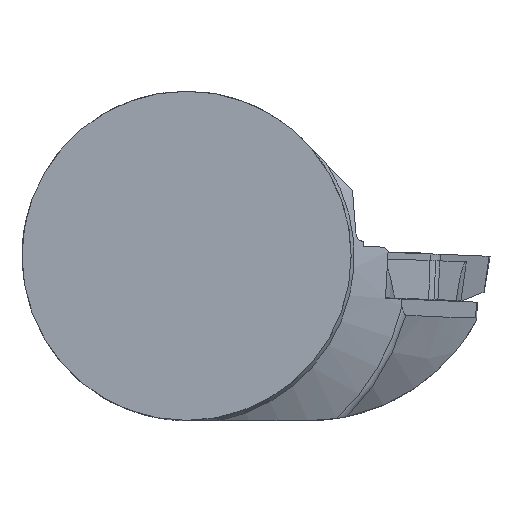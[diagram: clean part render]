
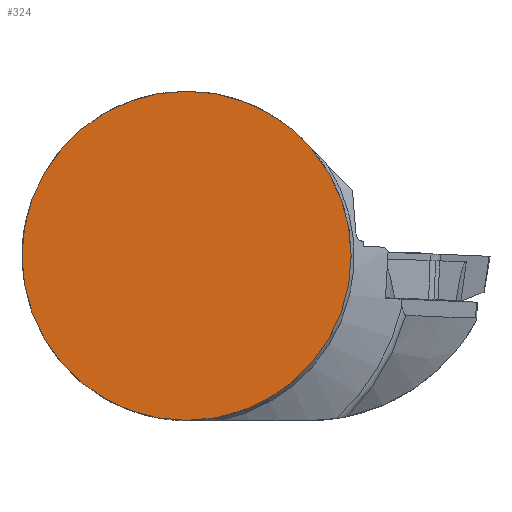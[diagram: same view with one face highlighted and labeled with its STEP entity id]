
A CAD part, top view. The second image highlights one B-rep face of the part: STEP entity #324.
In plain terms, the highlighted planar face has unit normal (0, 0, 1).
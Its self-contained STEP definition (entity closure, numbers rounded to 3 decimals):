
#162=PLANE('',#1931);
#235=FACE_OUTER_BOUND('',#466,.T.);
#324=ADVANCED_FACE('',(#235),#162,.T.);
#466=EDGE_LOOP('',(#952));
#558=CIRCLE('',#1829,20.);
#952=ORIENTED_EDGE('',*,*,#1267,.F.);
#1109=VERTEX_POINT('',#2530);
#1267=EDGE_CURVE('',#1109,#1109,#558,.T.);
#1829=AXIS2_PLACEMENT_3D('',#2529,#2015,#2016);
#1931=AXIS2_PLACEMENT_3D('',#3034,#2307,#2308);
#2015=DIRECTION('',(0.,0.,-1.));
#2016=DIRECTION('',(1.,0.,0.));
#2307=DIRECTION('',(0.,0.,1.));
#2308=DIRECTION('',(1.,0.,0.));
#2529=CARTESIAN_POINT('',(0.,0.,0.));
#2530=CARTESIAN_POINT('',(20.,0.,0.));
#3034=CARTESIAN_POINT('',(0.,0.,0.));
